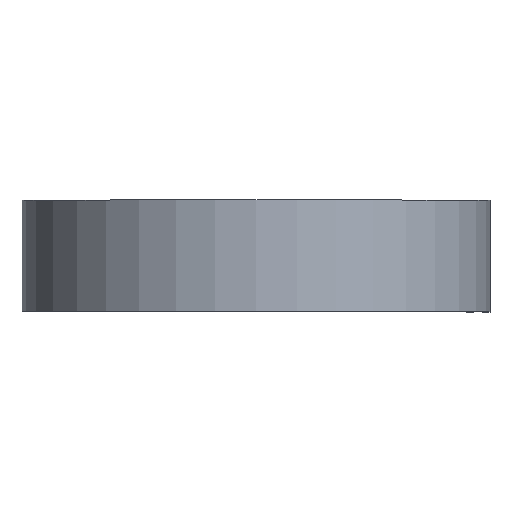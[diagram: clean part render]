
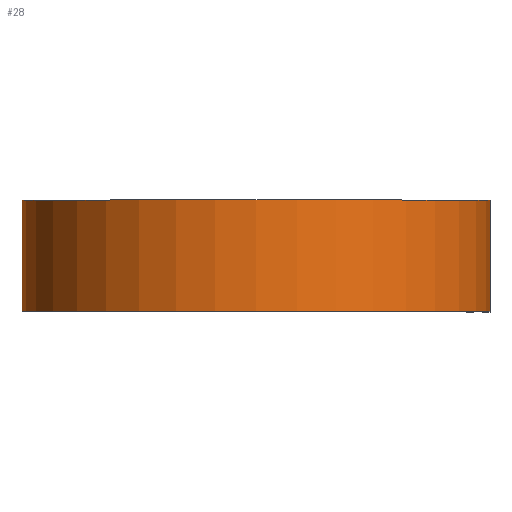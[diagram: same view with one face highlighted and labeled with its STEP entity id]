
A CAD part, top view. The second image highlights one B-rep face of the part: STEP entity #28.
In plain terms, the highlighted cylindrical face has radius 40.107 mm (diameter 80.213 mm), a partial arc.
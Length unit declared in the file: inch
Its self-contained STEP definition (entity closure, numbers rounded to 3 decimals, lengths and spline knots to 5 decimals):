
#13 = VECTOR ( 'NONE', #313, 39.37008 ) ;
#16 = ORIENTED_EDGE ( 'NONE', *, *, #204, .F. ) ;
#17 = CARTESIAN_POINT ( 'NONE',  ( 0., -0.375, -1.579 ) ) ;
#28 = ADVANCED_FACE ( 'NONE', ( #606 ), #307, .T. ) ;
#44 = CARTESIAN_POINT ( 'NONE',  ( 1.579, 0.375, 0. ) ) ;
#47 = VERTEX_POINT ( 'NONE', #645 ) ;
#60 = VERTEX_POINT ( 'NONE', #44 ) ;
#116 = ORIENTED_EDGE ( 'NONE', *, *, #441, .T. ) ;
#178 = AXIS2_PLACEMENT_3D ( 'NONE', #268, #282, #284 ) ;
#204 = EDGE_CURVE ( 'NONE', #47, #60, #711, .T. ) ;
#207 = AXIS2_PLACEMENT_3D ( 'NONE', #687, #693, #696 ) ;
#230 = CARTESIAN_POINT ( 'NONE',  ( 0., 0.375, 0. ) ) ;
#232 = EDGE_CURVE ( 'NONE', #60, #476, #723, .T. ) ;
#268 = CARTESIAN_POINT ( 'NONE',  ( 0., 0.375, 0. ) ) ;
#282 = DIRECTION ( 'NONE',  ( 0., 1., 0. ) ) ;
#284 = DIRECTION ( 'NONE',  ( 1., 0., 0. ) ) ;
#302 = DIRECTION ( 'NONE',  ( 0., -1., 0. ) ) ;
#307 = CYLINDRICAL_SURFACE ( 'NONE', #398, 1.579 ) ;
#313 = DIRECTION ( 'NONE',  ( 0., -1., 0. ) ) ;
#328 = EDGE_CURVE ( 'NONE', #591, #476, #514, .T. ) ;
#339 = EDGE_LOOP ( 'NONE', ( #460, #525, #16, #116 ) ) ;
#349 = VECTOR ( 'NONE', #567, 39.37008 ) ;
#352 = LINE ( 'NONE', #555, #349 ) ;
#378 = CARTESIAN_POINT ( 'NONE',  ( 1.579, 0.375, 0. ) ) ;
#398 = AXIS2_PLACEMENT_3D ( 'NONE', #230, #302, #559 ) ;
#439 = CARTESIAN_POINT ( 'NONE',  ( 1.579, -0.375, 0. ) ) ;
#441 = EDGE_CURVE ( 'NONE', #47, #591, #352, .T. ) ;
#460 = ORIENTED_EDGE ( 'NONE', *, *, #328, .T. ) ;
#476 = VERTEX_POINT ( 'NONE', #439 ) ;
#514 = CIRCLE ( 'NONE', #207, 1.579 ) ;
#525 = ORIENTED_EDGE ( 'NONE', *, *, #232, .F. ) ;
#555 = CARTESIAN_POINT ( 'NONE',  ( 0., 0.375, -1.579 ) ) ;
#559 = DIRECTION ( 'NONE',  ( 0., 0., -1. ) ) ;
#567 = DIRECTION ( 'NONE',  ( 0., -1., 0. ) ) ;
#591 = VERTEX_POINT ( 'NONE', #17 ) ;
#606 = FACE_OUTER_BOUND ( 'NONE', #339, .T. ) ;
#645 = CARTESIAN_POINT ( 'NONE',  ( 0., 0.375, -1.579 ) ) ;
#687 = CARTESIAN_POINT ( 'NONE',  ( 0., -0.375, 0. ) ) ;
#693 = DIRECTION ( 'NONE',  ( 0., 1., 0. ) ) ;
#696 = DIRECTION ( 'NONE',  ( 1., 0., 0. ) ) ;
#711 = CIRCLE ( 'NONE', #178, 1.579 ) ;
#723 = LINE ( 'NONE', #378, #13 ) ;
